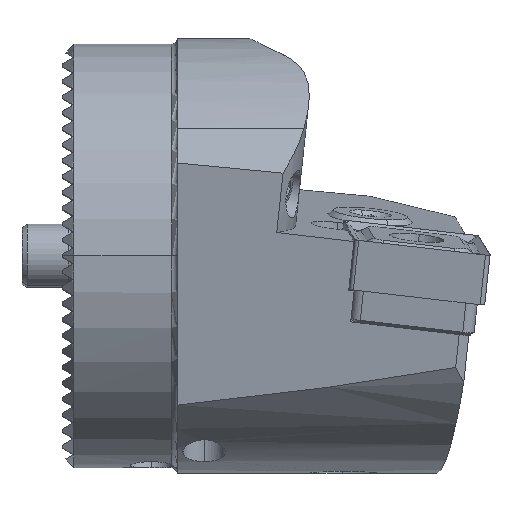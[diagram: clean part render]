
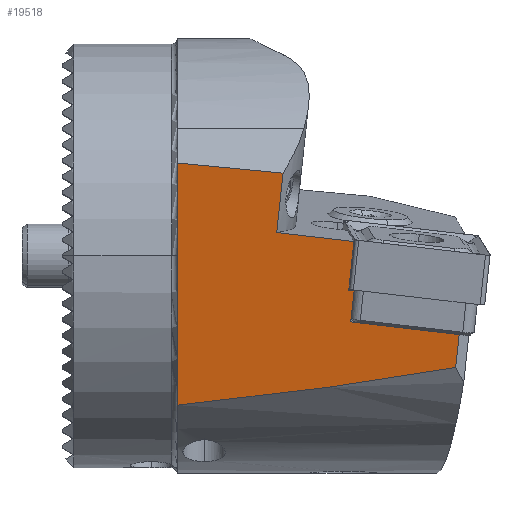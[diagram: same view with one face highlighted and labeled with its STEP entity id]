
A CAD part, top view. The second image highlights one B-rep face of the part: STEP entity #19518.
In plain terms, the highlighted planar face has unit normal (-0.087, -0.13, 0.988).
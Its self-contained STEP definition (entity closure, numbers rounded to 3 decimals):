
#79 = VERTEX_POINT ( 'NONE', #9739 ) ;
#211 = CARTESIAN_POINT ( 'NONE',  ( 10.5, -14.118, 21.577 ) ) ;
#1059 = LINE ( 'NONE', #17115, #4101 ) ;
#1284 = DIRECTION ( 'NONE',  ( 0.993, -0.095, 0.075 ) ) ;
#1736 = EDGE_CURVE ( 'NONE', #19156, #19876, #7149, .T. ) ;
#2177 = DIRECTION ( 'NONE',  ( 0.991, -0.115, 0.072 ) ) ;
#2273 = VECTOR ( 'NONE', #6363, 1000. ) ;
#2290 = LINE ( 'NONE', #11284, #6310 ) ;
#2713 = CARTESIAN_POINT ( 'NONE',  ( 45.039, 5.424, 27.172 ) ) ;
#2767 = DIRECTION ( 'NONE',  ( 0.087, 0.13, -0.988 ) ) ;
#3329 = VECTOR ( 'NONE', #18531, 1000. ) ;
#3670 = CARTESIAN_POINT ( 'NONE',  ( 10.5, -14.118, 21.577 ) ) ;
#3870 = LINE ( 'NONE', #15200, #20629 ) ;
#3996 = DIRECTION ( 'NONE',  ( 0.991, -0.115, 0.072 ) ) ;
#4101 = VECTOR ( 'NONE', #9000, 1000. ) ;
#4115 = VERTEX_POINT ( 'NONE', #10562 ) ;
#4278 = CARTESIAN_POINT ( 'NONE',  ( 35.142, 0.401, 25.645 ) ) ;
#4695 = ORIENTED_EDGE ( 'NONE', *, *, #5925, .T. ) ;
#4779 = LINE ( 'NONE', #17337, #17752 ) ;
#4846 = ORIENTED_EDGE ( 'NONE', *, *, #20671, .T. ) ;
#4865 = ORIENTED_EDGE ( 'NONE', *, *, #13997, .F. ) ;
#5566 = CARTESIAN_POINT ( 'NONE',  ( 27.156, -3.355, 24.451 ) ) ;
#5717 = B_SPLINE_CURVE_WITH_KNOTS ( 'NONE', 3,
 ( #8200, #8119, #9762, #11382 ),
 .UNSPECIFIED., .F., .F.,
 ( 4, 4 ),
 ( 0.002, 0.002 ),
 .UNSPECIFIED. ) ;
#5724 = DIRECTION ( 'NONE',  ( 0., 0.991, 0.13 ) ) ;
#5925 = EDGE_CURVE ( 'NONE', #79, #9121, #4779, .T. ) ;
#6093 = ORIENTED_EDGE ( 'NONE', *, *, #12956, .F. ) ;
#6310 = VECTOR ( 'NONE', #9522, 1000. ) ;
#6363 = DIRECTION ( 'NONE',  ( 0.105, 0.985, 0.138 ) ) ;
#6612 = VECTOR ( 'NONE', #3996, 1000. ) ;
#7149 = LINE ( 'NONE', #2713, #16560 ) ;
#7603 = VERTEX_POINT ( 'NONE', #14528 ) ;
#8113 = LINE ( 'NONE', #20286, #3329 ) ;
#8119 = CARTESIAN_POINT ( 'NONE',  ( 10.501, 8.682, 24.569 ) ) ;
#8200 = CARTESIAN_POINT ( 'NONE',  ( 10.504, 8.745, 24.578 ) ) ;
#9000 = DIRECTION ( 'NONE',  ( -0.105, -0.985, -0.138 ) ) ;
#9121 = VERTEX_POINT ( 'NONE', #3670 ) ;
#9160 = ORIENTED_EDGE ( 'NONE', *, *, #14677, .F. ) ;
#9515 = AXIS2_PLACEMENT_3D ( 'NONE', #13800, #2767, #5724 ) ;
#9522 = DIRECTION ( 'NONE',  ( -0.105, -0.985, -0.138 ) ) ;
#9739 = CARTESIAN_POINT ( 'NONE',  ( 10.5, 8.555, 24.552 ) ) ;
#9762 = CARTESIAN_POINT ( 'NONE',  ( 10.5, 8.618, 24.561 ) ) ;
#10235 = VECTOR ( 'NONE', #20324, 1000. ) ;
#10250 = EDGE_LOOP ( 'NONE', ( #6093, #4846, #4865, #10634, #20188, #18187, #11555, #9160, #15623, #19611, #4695 ) ) ;
#10413 = CARTESIAN_POINT ( 'NONE',  ( 26.653, -3.297, 24.415 ) ) ;
#10562 = CARTESIAN_POINT ( 'NONE',  ( 37.088, -7.442, 24.786 ) ) ;
#10634 = ORIENTED_EDGE ( 'NONE', *, *, #20107, .F. ) ;
#11008 = VERTEX_POINT ( 'NONE', #18674 ) ;
#11284 = CARTESIAN_POINT ( 'NONE',  ( 26.848, -6.251, 24.044 ) ) ;
#11382 = CARTESIAN_POINT ( 'NONE',  ( 10.5, 8.555, 24.552 ) ) ;
#11555 = ORIENTED_EDGE ( 'NONE', *, *, #18931, .F. ) ;
#12186 = CARTESIAN_POINT ( 'NONE',  ( 36.756, -10.567, 24.347 ) ) ;
#12245 = EDGE_CURVE ( 'NONE', #19156, #79, #5717, .T. ) ;
#12597 = EDGE_CURVE ( 'NONE', #11008, #7603, #17385, .T. ) ;
#12829 = VERTEX_POINT ( 'NONE', #19399 ) ;
#12956 = EDGE_CURVE ( 'NONE', #14102, #9121, #18338, .T. ) ;
#13205 = CARTESIAN_POINT ( 'NONE',  ( 19.854, 2.18, 24.537 ) ) ;
#13317 = CARTESIAN_POINT ( 'NONE',  ( 29.621, -11.848, 23.553 ) ) ;
#13800 = CARTESIAN_POINT ( 'NONE',  ( 42.425, -25.072, 22.941 ) ) ;
#13997 = EDGE_CURVE ( 'NONE', #12829, #4115, #3870, .T. ) ;
#14102 = VERTEX_POINT ( 'NONE', #12186 ) ;
#14528 = CARTESIAN_POINT ( 'NONE',  ( 26.653, -3.297, 24.415 ) ) ;
#14661 = CARTESIAN_POINT ( 'NONE',  ( 35.305, -24.243, 22.425 ) ) ;
#14677 = EDGE_CURVE ( 'NONE', #19876, #19744, #1059, .T. ) ;
#15028 = EDGE_CURVE ( 'NONE', #7603, #19427, #8113, .T. ) ;
#15200 = CARTESIAN_POINT ( 'NONE',  ( 24.892, -6.023, 23.902 ) ) ;
#15623 = ORIENTED_EDGE ( 'NONE', *, *, #1736, .F. ) ;
#15671 = PLANE ( 'NONE',  #9515 ) ;
#15969 = LINE ( 'NONE', #14661, #2273 ) ;
#16018 = FACE_OUTER_BOUND ( 'NONE', #10250, .T. ) ;
#16438 = CARTESIAN_POINT ( 'NONE',  ( 20.449, 7.789, 25.325 ) ) ;
#16560 = VECTOR ( 'NONE', #1284, 1000. ) ;
#17115 = CARTESIAN_POINT ( 'NONE',  ( 21.954, 21.969, 27.318 ) ) ;
#17337 = CARTESIAN_POINT ( 'NONE',  ( 10.5, 22.537, 26.387 ) ) ;
#17385 = LINE ( 'NONE', #10413, #10235 ) ;
#17752 = VECTOR ( 'NONE', #18701, 1000. ) ;
#18187 = ORIENTED_EDGE ( 'NONE', *, *, #12597, .F. ) ;
#18249 = CARTESIAN_POINT ( 'NONE',  ( 36.756, -10.567, 24.347 ) ) ;
#18338 =( BOUNDED_CURVE ( )  B_SPLINE_CURVE ( 3, ( #18249, #13317, #19739, #211 ),
 .UNSPECIFIED., .F., .F. ) 
 B_SPLINE_CURVE_WITH_KNOTS ( ( 4, 4 ),
 ( 0.425, 0.639 ),
 .UNSPECIFIED. ) 
 CURVE ( )  GEOMETRIC_REPRESENTATION_ITEM ( )  RATIONAL_B_SPLINE_CURVE ( ( 1., 0.996, 0.996, 1. ) ) 
 REPRESENTATION_ITEM ( '' )  );
#18531 = DIRECTION ( 'NONE',  ( 0.991, -0.115, 0.072 ) ) ;
#18674 = CARTESIAN_POINT ( 'NONE',  ( 27.144, 1.332, 25.065 ) ) ;
#18701 = DIRECTION ( 'NONE',  ( 0., -0.991, -0.13 ) ) ;
#18931 = EDGE_CURVE ( 'NONE', #19744, #11008, #20080, .T. ) ;
#19156 = VERTEX_POINT ( 'NONE', #19384 ) ;
#19384 = CARTESIAN_POINT ( 'NONE',  ( 10.504, 8.745, 24.578 ) ) ;
#19399 = CARTESIAN_POINT ( 'NONE',  ( 26.848, -6.251, 24.044 ) ) ;
#19427 = VERTEX_POINT ( 'NONE', #5566 ) ;
#19518 = ADVANCED_FACE ( 'NONE', ( #16018 ), #15671, .F. ) ;
#19611 = ORIENTED_EDGE ( 'NONE', *, *, #12245, .T. ) ;
#19739 = CARTESIAN_POINT ( 'NONE',  ( 20.836, -13.036, 22.626 ) ) ;
#19744 = VERTEX_POINT ( 'NONE', #13205 ) ;
#19876 = VERTEX_POINT ( 'NONE', #16438 ) ;
#20080 = LINE ( 'NONE', #4278, #6612 ) ;
#20107 = EDGE_CURVE ( 'NONE', #19427, #12829, #2290, .T. ) ;
#20188 = ORIENTED_EDGE ( 'NONE', *, *, #15028, .F. ) ;
#20286 = CARTESIAN_POINT ( 'NONE',  ( 39.604, -4.803, 25.353 ) ) ;
#20324 = DIRECTION ( 'NONE',  ( -0.105, -0.985, -0.138 ) ) ;
#20629 = VECTOR ( 'NONE', #2177, 1000. ) ;
#20671 = EDGE_CURVE ( 'NONE', #14102, #4115, #15969, .T. ) ;
